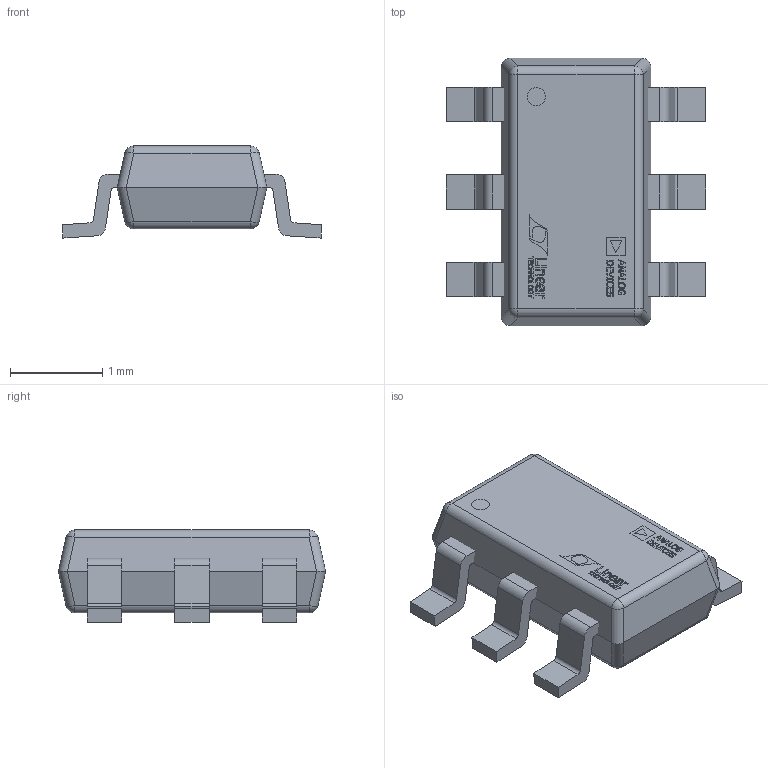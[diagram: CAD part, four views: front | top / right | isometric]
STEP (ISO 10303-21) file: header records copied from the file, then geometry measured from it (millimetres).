
FILE_DESCRIPTION(/* description */ (''),/* implementation_level */ '2;1');
FILE_NAME(/* name */ '1.stp',/* time_stamp */ '2020-02-18T07:06:14+02:00',/* author */ ('k'),/* organization */ (''),/* preprocessor_version */ 'ST-DEVELOPER v15.6',/* originating_system */ 'Autodesk Inventor 2015',/* authorisation */ '');
FILE_SCHEMA (('AUTOMOTIVE_DESIGN { 1 0 10303 214 3 1 1 }'));
Length unit declared in the file: millimetre
Products named in the file (5): 1; 2; Analog Devices Logo; LinearTechnology Logo
Bounding box: 2.82 x 2.9 x 1 mm (x, y, z)
Volume: 4.4 mm3; surface area: 28.4 mm2
Topology: 38 solids, 38 shells, 569 faces, 1459 edges, 966 vertices
Faces by surface type: plane 350, bspline 164, cylinder 47, sphere 8
Full cylindrical faces by diameter (mm): 0.197 x1
Entity records: 18052 total; most frequent: CARTESIAN_POINT 5134, ORIENTED_EDGE 2916, DIRECTION 2048, EDGE_CURVE 1458, LINE 1040, VECTOR 1040, VERTEX_POINT 966, EDGE_LOOP 588
